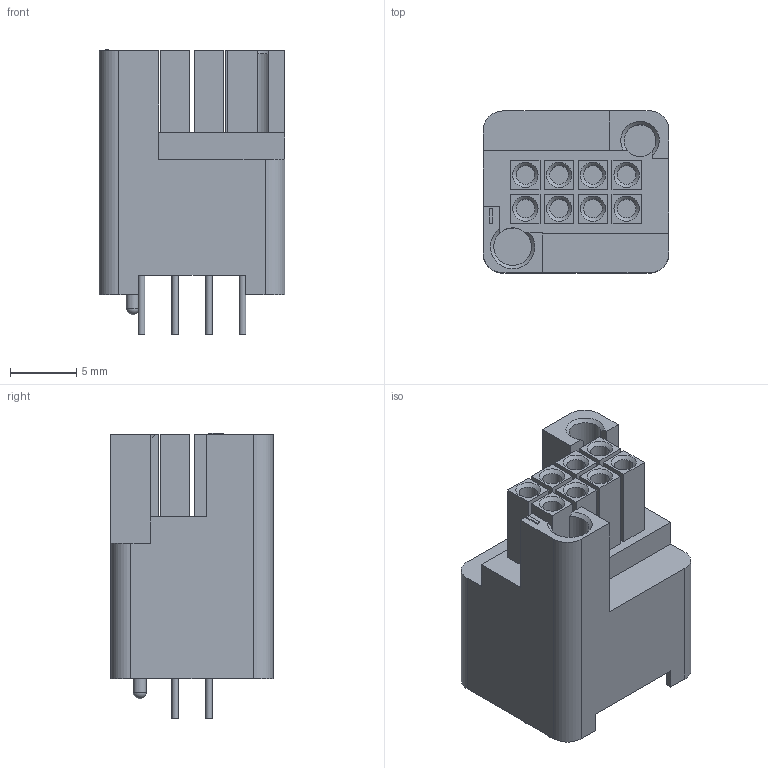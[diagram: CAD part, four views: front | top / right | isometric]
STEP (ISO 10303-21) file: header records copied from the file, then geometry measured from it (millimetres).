
FILE_DESCRIPTION(/* description */ ('STEP AP242','CAx-IF Rec.Pracs.---Representation and Presentation of Product Manufacturing Information (PMI)---4.0---2014-10-13','CAx-IF Rec.Pracs.---3D Tessellated Geometry---0.4---2014-09-14','2;1'),/* implementation_level */ '2;1');
FILE_NAME(/* name */ '6780b0cf018ce208ad6c4c9f',/* time_stamp */ '2025-01-10T05:32:00Z',/* author */ (''),/* organization */ (''),/* preprocessor_version */ 'ST-DEVELOPER v20',/* originating_system */ 'ONSHAPE BY PTC INC, 1.191',/* authorisation */ ' ');
FILE_SCHEMA (('AP242_MANAGED_MODEL_BASED_3D_ENGINEERING_MIM_LF { 1 0 10303 442 1 1 4 }'));
Length unit declared in the file: metre
Products named in the file (9): Body; Part 2; Part 3; Part 4; Part 5; Part 6; Part 7; Part 8; Part 9
Bounding box: 14 x 12.2 x 21.5 mm (x, y, z)
Volume: 1965.2 mm3; surface area: 2055.3 mm2
Topology: 9 solids, 9 shells, 141 faces, 307 edges, 201 vertices
Faces by surface type: plane 103, cylinder 27, cone 10, sphere 1
Full cylindrical faces by diameter (mm): 0.5 x8, 1 x1, 1.4 x8, 2.396 x1, 2.841 x1
Entity records: 3879 total; most frequent: DIRECTION 638, CARTESIAN_POINT 636, ORIENTED_EDGE 552, EDGE_CURVE 276, AXIS2_PLACEMENT_3D 216, LINE 206, VECTOR 206, VERTEX_POINT 198
